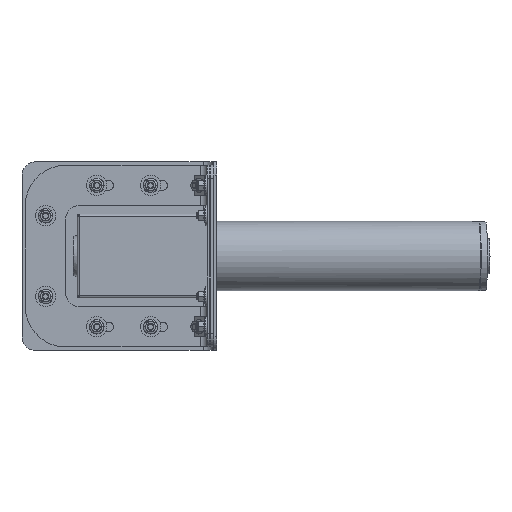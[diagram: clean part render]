
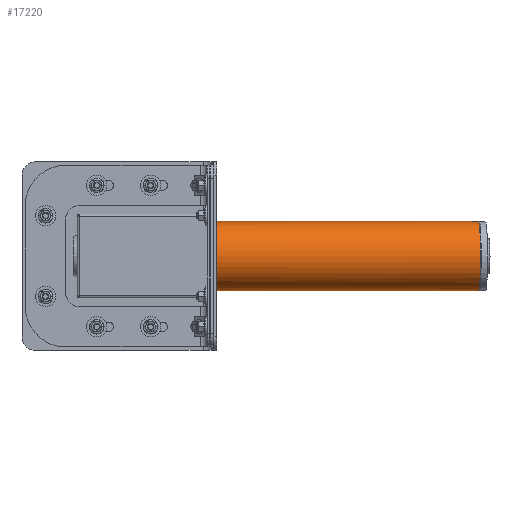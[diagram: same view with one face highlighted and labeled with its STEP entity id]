
A CAD part, top view. The second image highlights one B-rep face of the part: STEP entity #17220.
In plain terms, the highlighted cylindrical face has radius 515 mm (diameter 1030 mm), a full revolution.
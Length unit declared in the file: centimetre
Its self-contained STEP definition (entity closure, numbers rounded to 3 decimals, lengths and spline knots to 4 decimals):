
#39=ELLIPSE('',#18662,51.5707,51.5);
#492=CYLINDRICAL_SURFACE('',#18661,51.5);
#1588=FACE_OUTER_BOUND('',#2705,.T.);
#2705=EDGE_LOOP('',(#12777,#12778,#12779,#12780,#12781));
#3868=LINE('',#27638,#5233);
#5233=VECTOR('',#21608,51.5);
#6599=CIRCLE('',#18658,51.5);
#6600=CIRCLE('',#18659,51.5);
#7624=VERTEX_POINT('',#27630);
#7625=VERTEX_POINT('',#27632);
#7626=VERTEX_POINT('',#27637);
#9482=EDGE_CURVE('',#7624,#7625,#6599,.T.);
#9483=EDGE_CURVE('',#7625,#7624,#6600,.T.);
#9485=EDGE_CURVE('',#7625,#7626,#3868,.T.);
#9486=EDGE_CURVE('',#7626,#7626,#39,.T.);
#12777=ORIENTED_EDGE('',*,*,#9482,.F.);
#12778=ORIENTED_EDGE('',*,*,#9483,.F.);
#12779=ORIENTED_EDGE('',*,*,#9485,.T.);
#12780=ORIENTED_EDGE('',*,*,#9486,.T.);
#12781=ORIENTED_EDGE('',*,*,#9485,.F.);
#17220=ADVANCED_FACE('',(#1588),#492,.T.);
#18658=AXIS2_PLACEMENT_3D('',#27633,#21600,#21601);
#18659=AXIS2_PLACEMENT_3D('',#27634,#21602,#21603);
#18661=AXIS2_PLACEMENT_3D('',#27636,#21606,#21607);
#18662=AXIS2_PLACEMENT_3D('',#27639,#21609,#21610);
#21600=DIRECTION('center_axis',(0.999,0.,
-0.052));
#21601=DIRECTION('ref_axis',(-0.052,0.,-0.999));
#21602=DIRECTION('center_axis',(0.999,0.,
-0.052));
#21603=DIRECTION('ref_axis',(-0.052,0.,-0.999));
#21606=DIRECTION('center_axis',(0.999,0.,
-0.052));
#21607=DIRECTION('ref_axis',(0.,1.,0.));
#21608=DIRECTION('',(-0.999,0.,0.052));
#21609=DIRECTION('center_axis',(1.,0.,0.));
#21610=DIRECTION('ref_axis',(0.,0.,
1.));
#27630=CARTESIAN_POINT('',(717.6506,238.966,-69.3953));
#27632=CARTESIAN_POINT('',(720.3459,187.466,-17.9659));
#27633=CARTESIAN_POINT('Origin',(720.3459,238.966,-17.9659));
#27634=CARTESIAN_POINT('Origin',(720.3459,238.966,-17.9659));
#27636=CARTESIAN_POINT('Origin',(696.1312,238.966,-16.6968));
#27637=CARTESIAN_POINT('',(330.8336,187.466,2.4476));
#27638=CARTESIAN_POINT('',(696.1312,187.466,-16.6968));
#27639=CARTESIAN_POINT('Origin',(330.8336,238.966,2.4476));
